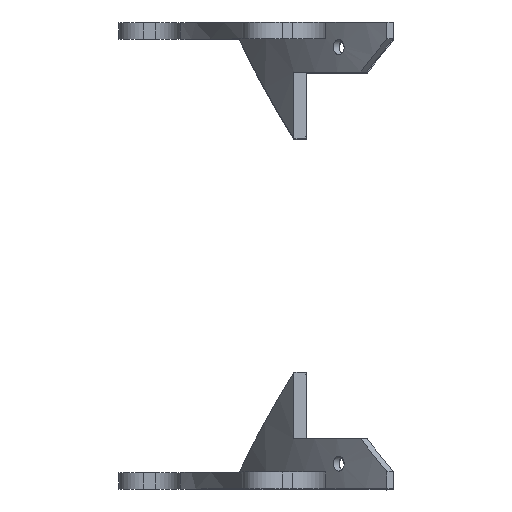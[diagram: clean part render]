
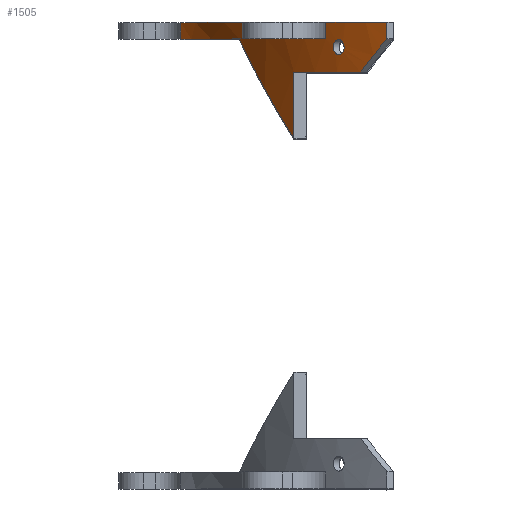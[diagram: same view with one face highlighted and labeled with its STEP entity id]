
A CAD part, top view. The second image highlights one B-rep face of the part: STEP entity #1505.
In plain terms, the highlighted cylindrical face has radius 160 mm (diameter 320 mm), a partial arc.
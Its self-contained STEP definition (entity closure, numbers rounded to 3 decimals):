
#25=B_SPLINE_CURVE_WITH_KNOTS('',3,(#2414,#2415,#2416,#2417,#2418,#2419,
#2420,#2421,#2422,#2423),.UNSPECIFIED.,.F.,.F.,(4,2,2,2,4),(0.,0.085,
0.17,0.254,0.339),.UNSPECIFIED.);
#26=B_SPLINE_CURVE_WITH_KNOTS('',3,(#2424,#2425,#2426,#2427,#2428,#2429,
#2430,#2431,#2432,#2433,#2434,#2435,#2436,#2437,#2438,#2439,#2440,#2441,
#2442,#2443,#2444,#2445,#2446,#2447,#2448,#2449),.UNSPECIFIED.,.F.,.F.,
(4,2,2,2,2,2,2,2,2,2,2,2,4),(0.339,0.424,0.509,
0.593,0.678,0.763,0.848,
0.932,1.017,1.102,1.187,1.271,
1.356),.UNSPECIFIED.);
#41=ELLIPSE('',#1640,226.274,160.);
#42=ELLIPSE('',#1642,226.274,160.);
#60=FACE_BOUND('',#213,.T.);
#129=FACE_OUTER_BOUND('',#212,.T.);
#212=EDGE_LOOP('',(#1087,#1088,#1089,#1090,#1091,#1092,#1093,#1094,#1095,
#1096,#1097,#1098));
#213=EDGE_LOOP('',(#1099,#1100));
#314=LINE('',#2380,#432);
#320=LINE('',#2396,#438);
#321=LINE('',#2399,#439);
#322=LINE('',#2405,#440);
#323=LINE('',#2410,#441);
#432=VECTOR('',#1870,10.);
#438=VECTOR('',#1888,10.);
#439=VECTOR('',#1891,10.);
#440=VECTOR('',#1896,10.);
#441=VECTOR('',#1901,10.);
#535=CIRCLE('',#1604,160.);
#539=CIRCLE('',#1608,160.);
#556=CIRCLE('',#1639,160.);
#557=CIRCLE('',#1641,160.);
#558=CIRCLE('',#1643,160.);
#621=VERTEX_POINT('',#2268);
#622=VERTEX_POINT('',#2270);
#627=VERTEX_POINT('',#2280);
#628=VERTEX_POINT('',#2282);
#651=VERTEX_POINT('',#2376);
#656=VERTEX_POINT('',#2394);
#657=VERTEX_POINT('',#2398);
#658=VERTEX_POINT('',#2400);
#659=VERTEX_POINT('',#2402);
#660=VERTEX_POINT('',#2404);
#661=VERTEX_POINT('',#2406);
#662=VERTEX_POINT('',#2408);
#663=VERTEX_POINT('',#2412);
#664=VERTEX_POINT('',#2413);
#779=EDGE_CURVE('',#621,#622,#535,.T.);
#785=EDGE_CURVE('',#627,#628,#539,.T.);
#817=EDGE_CURVE('',#622,#651,#314,.T.);
#825=EDGE_CURVE('',#656,#627,#320,.T.);
#826=EDGE_CURVE('',#657,#621,#321,.T.);
#827=EDGE_CURVE('',#658,#657,#556,.T.);
#828=EDGE_CURVE('',#659,#658,#41,.T.);
#829=EDGE_CURVE('',#659,#660,#322,.T.);
#830=EDGE_CURVE('',#660,#661,#557,.T.);
#831=EDGE_CURVE('',#662,#661,#42,.T.);
#832=EDGE_CURVE('',#662,#628,#323,.T.);
#833=EDGE_CURVE('',#656,#651,#558,.T.);
#834=EDGE_CURVE('',#663,#664,#25,.T.);
#835=EDGE_CURVE('',#664,#663,#26,.T.);
#1087=ORIENTED_EDGE('',*,*,#817,.F.);
#1088=ORIENTED_EDGE('',*,*,#779,.F.);
#1089=ORIENTED_EDGE('',*,*,#826,.F.);
#1090=ORIENTED_EDGE('',*,*,#827,.F.);
#1091=ORIENTED_EDGE('',*,*,#828,.F.);
#1092=ORIENTED_EDGE('',*,*,#829,.T.);
#1093=ORIENTED_EDGE('',*,*,#830,.T.);
#1094=ORIENTED_EDGE('',*,*,#831,.F.);
#1095=ORIENTED_EDGE('',*,*,#832,.T.);
#1096=ORIENTED_EDGE('',*,*,#785,.F.);
#1097=ORIENTED_EDGE('',*,*,#825,.F.);
#1098=ORIENTED_EDGE('',*,*,#833,.T.);
#1099=ORIENTED_EDGE('',*,*,#834,.T.);
#1100=ORIENTED_EDGE('',*,*,#835,.T.);
#1461=CYLINDRICAL_SURFACE('',#1638,160.);
#1505=ADVANCED_FACE('',(#129,#60),#1461,.T.);
#1604=AXIS2_PLACEMENT_3D('',#2271,#1799,#1800);
#1608=AXIS2_PLACEMENT_3D('',#2283,#1809,#1810);
#1638=AXIS2_PLACEMENT_3D('',#2397,#1889,#1890);
#1639=AXIS2_PLACEMENT_3D('',#2401,#1892,#1893);
#1640=AXIS2_PLACEMENT_3D('',#2403,#1894,#1895);
#1641=AXIS2_PLACEMENT_3D('',#2407,#1897,#1898);
#1642=AXIS2_PLACEMENT_3D('',#2409,#1899,#1900);
#1643=AXIS2_PLACEMENT_3D('',#2411,#1902,#1903);
#1799=DIRECTION('center_axis',(0.,1.,0.));
#1800=DIRECTION('ref_axis',(-1.,0.,0.));
#1809=DIRECTION('center_axis',(0.,1.,0.));
#1810=DIRECTION('ref_axis',(-1.,0.,0.));
#1870=DIRECTION('',(0.,-1.,0.));
#1888=DIRECTION('',(0.,1.,0.));
#1889=DIRECTION('center_axis',(0.,1.,0.));
#1890=DIRECTION('ref_axis',(-1.,0.,0.));
#1891=DIRECTION('',(0.,1.,0.));
#1892=DIRECTION('center_axis',(0.,-1.,0.));
#1893=DIRECTION('ref_axis',(1.,0.,0.));
#1894=DIRECTION('center_axis',(-0.455,-0.707,-0.542));
#1895=DIRECTION('ref_axis',(-0.455,0.707,-0.542));
#1896=DIRECTION('',(0.,1.,0.));
#1897=DIRECTION('center_axis',(0.,1.,0.));
#1898=DIRECTION('ref_axis',(-1.,0.,0.));
#1899=DIRECTION('center_axis',(0.455,-0.707,0.542));
#1900=DIRECTION('ref_axis',(-0.455,-0.707,-0.542));
#1901=DIRECTION('',(0.,1.,0.));
#1902=DIRECTION('center_axis',(0.,-1.,0.));
#1903=DIRECTION('ref_axis',(-1.,0.,0.));
#2268=CARTESIAN_POINT('',(-159.357,140.,14.328));
#2270=CARTESIAN_POINT('',(-133.66,140.,87.949));
#2271=CARTESIAN_POINT('Origin',(0.,140.,0.));
#2280=CARTESIAN_POINT('',(-115.827,140.,110.382));
#2282=CARTESIAN_POINT('',(-97.508,140.,126.855));
#2283=CARTESIAN_POINT('Origin',(0.,140.,0.));
#2376=CARTESIAN_POINT('',(-133.66,135.,87.949));
#2380=CARTESIAN_POINT('',(-133.66,0.,87.949));
#2394=CARTESIAN_POINT('',(-115.827,135.,110.382));
#2396=CARTESIAN_POINT('',(-115.827,0.,110.382));
#2397=CARTESIAN_POINT('Origin',(0.,0.,0.));
#2398=CARTESIAN_POINT('',(-159.357,135.,14.328));
#2399=CARTESIAN_POINT('',(-159.357,0.,14.328));
#2400=CARTESIAN_POINT('',(-141.86,135.,73.998));
#2401=CARTESIAN_POINT('Origin',(0.,135.,0.));
#2402=CARTESIAN_POINT('',(-125.411,105.,99.358));
#2403=CARTESIAN_POINT('Origin',(0.,100.5,0.));
#2404=CARTESIAN_POINT('',(-125.411,125.,99.358));
#2405=CARTESIAN_POINT('',(-125.411,0.,99.358));
#2406=CARTESIAN_POINT('',(-105.373,125.,120.401));
#2407=CARTESIAN_POINT('Origin',(0.,125.,0.));
#2408=CARTESIAN_POINT('',(-97.508,135.,126.855));
#2409=CARTESIAN_POINT('Origin',(0.,100.5,0.));
#2410=CARTESIAN_POINT('',(-97.508,0.,126.855));
#2411=CARTESIAN_POINT('Origin',(0.,135.,0.));
#2412=CARTESIAN_POINT('',(-110.339,132.5,115.867));
#2413=CARTESIAN_POINT('',(-111.958,130.25,114.304));
#2414=CARTESIAN_POINT('Ctrl Pts',(-110.339,132.5,115.867));
#2415=CARTESIAN_POINT('Ctrl Pts',(-110.339,132.217,115.867));
#2416=CARTESIAN_POINT('Ctrl Pts',(-110.38,131.916,115.828));
#2417=CARTESIAN_POINT('Ctrl Pts',(-110.546,131.362,115.67));
#2418=CARTESIAN_POINT('Ctrl Pts',(-110.672,131.109,115.55));
#2419=CARTESIAN_POINT('Ctrl Pts',(-110.96,130.709,115.273));
#2420=CARTESIAN_POINT('Ctrl Pts',(-111.142,130.536,115.098));
#2421=CARTESIAN_POINT('Ctrl Pts',(-111.54,130.306,114.712));
#2422=CARTESIAN_POINT('Ctrl Pts',(-111.756,130.25,114.502));
#2423=CARTESIAN_POINT('Ctrl Pts',(-111.958,130.25,114.304));
#2424=CARTESIAN_POINT('Ctrl Pts',(-111.958,130.25,114.304));
#2425=CARTESIAN_POINT('Ctrl Pts',(-112.16,130.25,114.106));
#2426=CARTESIAN_POINT('Ctrl Pts',(-112.374,130.306,113.895));
#2427=CARTESIAN_POINT('Ctrl Pts',(-112.768,130.536,113.505));
#2428=CARTESIAN_POINT('Ctrl Pts',(-112.948,130.709,113.326));
#2429=CARTESIAN_POINT('Ctrl Pts',(-113.23,131.109,113.044));
#2430=CARTESIAN_POINT('Ctrl Pts',(-113.353,131.362,112.921));
#2431=CARTESIAN_POINT('Ctrl Pts',(-113.514,131.916,112.759));
#2432=CARTESIAN_POINT('Ctrl Pts',(-113.554,132.217,112.718));
#2433=CARTESIAN_POINT('Ctrl Pts',(-113.554,132.783,112.718));
#2434=CARTESIAN_POINT('Ctrl Pts',(-113.514,133.084,112.759));
#2435=CARTESIAN_POINT('Ctrl Pts',(-113.353,133.638,112.921));
#2436=CARTESIAN_POINT('Ctrl Pts',(-113.23,133.891,113.044));
#2437=CARTESIAN_POINT('Ctrl Pts',(-112.948,134.291,113.326));
#2438=CARTESIAN_POINT('Ctrl Pts',(-112.768,134.464,113.505));
#2439=CARTESIAN_POINT('Ctrl Pts',(-112.374,134.694,113.895));
#2440=CARTESIAN_POINT('Ctrl Pts',(-112.16,134.75,114.106));
#2441=CARTESIAN_POINT('Ctrl Pts',(-111.756,134.75,114.502));
#2442=CARTESIAN_POINT('Ctrl Pts',(-111.54,134.694,114.712));
#2443=CARTESIAN_POINT('Ctrl Pts',(-111.142,134.464,115.098));
#2444=CARTESIAN_POINT('Ctrl Pts',(-110.96,134.291,115.273));
#2445=CARTESIAN_POINT('Ctrl Pts',(-110.672,133.891,115.55));
#2446=CARTESIAN_POINT('Ctrl Pts',(-110.546,133.638,115.67));
#2447=CARTESIAN_POINT('Ctrl Pts',(-110.38,133.084,115.828));
#2448=CARTESIAN_POINT('Ctrl Pts',(-110.339,132.783,115.867));
#2449=CARTESIAN_POINT('Ctrl Pts',(-110.339,132.5,115.867));
